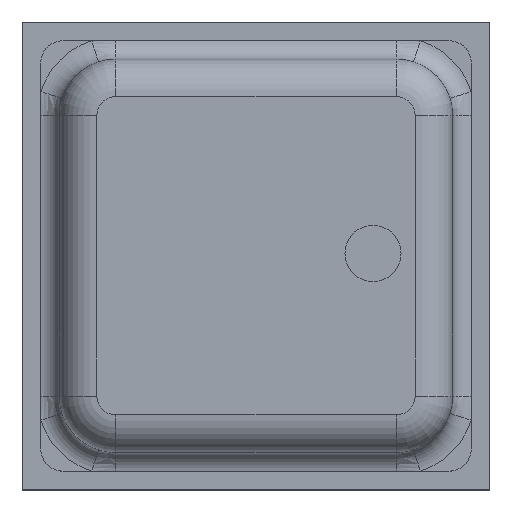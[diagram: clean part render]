
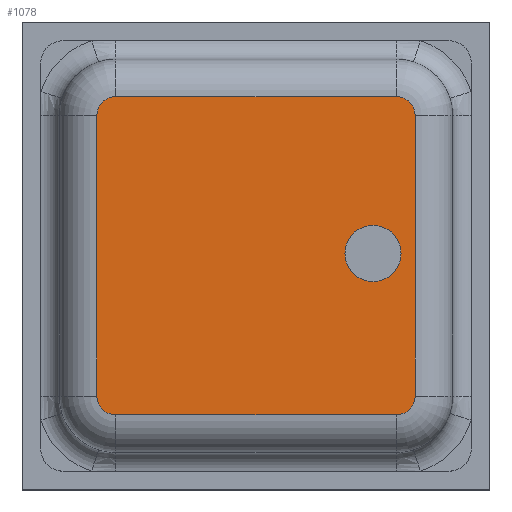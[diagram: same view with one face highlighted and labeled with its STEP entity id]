
A CAD part, top view. The second image highlights one B-rep face of the part: STEP entity #1078.
In plain terms, the highlighted planar face has unit normal (0, 0, 1).
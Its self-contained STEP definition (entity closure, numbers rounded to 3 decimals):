
#61 = VERTEX_POINT ( 'NONE', #3577 ) ;
#88 = DIRECTION ( 'NONE',  ( 1., 0., 0. ) ) ;
#185 = CARTESIAN_POINT ( 'NONE',  ( 0.85, 0.75, 0.93 ) ) ;
#189 = CIRCLE ( 'NONE', #1240, 0.1 ) ;
#270 = DIRECTION ( 'NONE',  ( 1., 0., 0. ) ) ;
#303 = VERTEX_POINT ( 'NONE', #2728 ) ;
#331 = EDGE_CURVE ( 'NONE', #303, #3753, #443, .T. ) ;
#359 = EDGE_CURVE ( 'NONE', #4176, #2710, #1317, .T. ) ;
#400 = FACE_OUTER_BOUND ( 'NONE', #2756, .T. ) ;
#443 = CIRCLE ( 'NONE', #1661, 0.15 ) ;
#445 = ORIENTED_EDGE ( 'NONE', *, *, #331, .F. ) ;
#549 = VERTEX_POINT ( 'NONE', #1517 ) ;
#601 = CARTESIAN_POINT ( 'NONE',  ( 0.625, 0.012, 0.93 ) ) ;
#673 = EDGE_CURVE ( 'NONE', #1993, #3218, #905, .T. ) ;
#720 = LINE ( 'NONE', #4211, #3000 ) ;
#772 = EDGE_CURVE ( 'NONE', #1459, #1272, #1011, .T. ) ;
#779 = VECTOR ( 'NONE', #3369, 1000. ) ;
#848 = ORIENTED_EDGE ( 'NONE', *, *, #2819, .T. ) ;
#905 = LINE ( 'NONE', #3711, #3759 ) ;
#908 = ORIENTED_EDGE ( 'NONE', *, *, #2967, .F. ) ;
#928 = CARTESIAN_POINT ( 'NONE',  ( 0.75, 0.75, 0.93 ) ) ;
#945 = CARTESIAN_POINT ( 'NONE',  ( 0.475, 0.012, 0.93 ) ) ;
#986 = DIRECTION ( 'NONE',  ( 1., 0., 0. ) ) ;
#1011 = LINE ( 'NONE', #1269, #2594 ) ;
#1078 = ADVANCED_FACE ( 'NONE', ( #400, #3835 ), #3856, .T. ) ;
#1156 = AXIS2_PLACEMENT_3D ( 'NONE', #928, #4236, #3285 ) ;
#1225 = CARTESIAN_POINT ( 'NONE',  ( 0.75, -0.85, 0.93 ) ) ;
#1240 = AXIS2_PLACEMENT_3D ( 'NONE', #2939, #1574, #270 ) ;
#1269 = CARTESIAN_POINT ( 'NONE',  ( 0.75, -0.85, 0.93 ) ) ;
#1272 = VERTEX_POINT ( 'NONE', #1225 ) ;
#1279 = DIRECTION ( 'NONE',  ( 1., 0., 0. ) ) ;
#1293 = DIRECTION ( 'NONE',  ( 0., 0., 1. ) ) ;
#1317 = LINE ( 'NONE', #2674, #779 ) ;
#1373 = CARTESIAN_POINT ( 'NONE',  ( 0.75, -0.75, 0.93 ) ) ;
#1394 = DIRECTION ( 'NONE',  ( 0., 0., 1. ) ) ;
#1459 = VERTEX_POINT ( 'NONE', #4295 ) ;
#1504 = DIRECTION ( 'NONE',  ( 0., 0., 1. ) ) ;
#1517 = CARTESIAN_POINT ( 'NONE',  ( -0.85, -0.75, 0.93 ) ) ;
#1574 = DIRECTION ( 'NONE',  ( 0., 0., 1. ) ) ;
#1661 = AXIS2_PLACEMENT_3D ( 'NONE', #3394, #3699, #2323 ) ;
#1718 = ORIENTED_EDGE ( 'NONE', *, *, #2041, .T. ) ;
#1802 = CIRCLE ( 'NONE', #2901, 0.1 ) ;
#1837 = DIRECTION ( 'NONE',  ( 0., 0., 1. ) ) ;
#1864 = EDGE_CURVE ( 'NONE', #3218, #61, #189, .T. ) ;
#1993 = VERTEX_POINT ( 'NONE', #3102 ) ;
#1996 = AXIS2_PLACEMENT_3D ( 'NONE', #2824, #1837, #4164 ) ;
#2041 = EDGE_CURVE ( 'NONE', #2710, #1993, #3236, .T. ) ;
#2042 = EDGE_LOOP ( 'NONE', ( #445, #908 ) ) ;
#2323 = DIRECTION ( 'NONE',  ( 1., 0., 0. ) ) ;
#2397 = CARTESIAN_POINT ( 'NONE',  ( 0.85, -0.75, 0.93 ) ) ;
#2496 = ORIENTED_EDGE ( 'NONE', *, *, #772, .T. ) ;
#2573 = CARTESIAN_POINT ( 'NONE',  ( -0.75, 0.85, 0.93 ) ) ;
#2594 = VECTOR ( 'NONE', #986, 1000. ) ;
#2674 = CARTESIAN_POINT ( 'NONE',  ( 0.85, 0.75, 0.93 ) ) ;
#2710 = VERTEX_POINT ( 'NONE', #185 ) ;
#2716 = ORIENTED_EDGE ( 'NONE', *, *, #3545, .T. ) ;
#2728 = CARTESIAN_POINT ( 'NONE',  ( 0.775, 0.012, 0.93 ) ) ;
#2748 = AXIS2_PLACEMENT_3D ( 'NONE', #601, #1293, #1279 ) ;
#2756 = EDGE_LOOP ( 'NONE', ( #4283, #848, #2716, #2496, #3971, #2902, #1718, #4238 ) ) ;
#2819 = EDGE_CURVE ( 'NONE', #61, #549, #720, .T. ) ;
#2824 = CARTESIAN_POINT ( 'NONE',  ( 0., 0., 0.93 ) ) ;
#2866 = DIRECTION ( 'NONE',  ( 1., 0., 0. ) ) ;
#2888 = DIRECTION ( 'NONE',  ( 0., -1., 0. ) ) ;
#2901 = AXIS2_PLACEMENT_3D ( 'NONE', #1373, #1394, #88 ) ;
#2902 = ORIENTED_EDGE ( 'NONE', *, *, #359, .T. ) ;
#2939 = CARTESIAN_POINT ( 'NONE',  ( -0.75, 0.75, 0.93 ) ) ;
#2967 = EDGE_CURVE ( 'NONE', #3753, #303, #3303, .T. ) ;
#3000 = VECTOR ( 'NONE', #2888, 1000. ) ;
#3102 = CARTESIAN_POINT ( 'NONE',  ( 0.75, 0.85, 0.93 ) ) ;
#3134 = AXIS2_PLACEMENT_3D ( 'NONE', #3836, #1504, #2866 ) ;
#3218 = VERTEX_POINT ( 'NONE', #2573 ) ;
#3236 = CIRCLE ( 'NONE', #1156, 0.1 ) ;
#3285 = DIRECTION ( 'NONE',  ( 1., 0., 0. ) ) ;
#3303 = CIRCLE ( 'NONE', #2748, 0.15 ) ;
#3354 = DIRECTION ( 'NONE',  ( -1., 0., 0. ) ) ;
#3367 = CIRCLE ( 'NONE', #3134, 0.1 ) ;
#3369 = DIRECTION ( 'NONE',  ( 0., 1., 0. ) ) ;
#3394 = CARTESIAN_POINT ( 'NONE',  ( 0.625, 0.012, 0.93 ) ) ;
#3545 = EDGE_CURVE ( 'NONE', #549, #1459, #3367, .T. ) ;
#3577 = CARTESIAN_POINT ( 'NONE',  ( -0.85, 0.75, 0.93 ) ) ;
#3699 = DIRECTION ( 'NONE',  ( 0., 0., 1. ) ) ;
#3711 = CARTESIAN_POINT ( 'NONE',  ( -0.75, 0.85, 0.93 ) ) ;
#3753 = VERTEX_POINT ( 'NONE', #945 ) ;
#3759 = VECTOR ( 'NONE', #3354, 1000. ) ;
#3835 = FACE_BOUND ( 'NONE', #2042, .T. ) ;
#3836 = CARTESIAN_POINT ( 'NONE',  ( -0.75, -0.75, 0.93 ) ) ;
#3856 = PLANE ( 'NONE',  #1996 ) ;
#3971 = ORIENTED_EDGE ( 'NONE', *, *, #4073, .T. ) ;
#4073 = EDGE_CURVE ( 'NONE', #1272, #4176, #1802, .T. ) ;
#4164 = DIRECTION ( 'NONE',  ( 1., 0., 0. ) ) ;
#4176 = VERTEX_POINT ( 'NONE', #2397 ) ;
#4211 = CARTESIAN_POINT ( 'NONE',  ( -0.85, -0.75, 0.93 ) ) ;
#4236 = DIRECTION ( 'NONE',  ( 0., 0., 1. ) ) ;
#4238 = ORIENTED_EDGE ( 'NONE', *, *, #673, .T. ) ;
#4283 = ORIENTED_EDGE ( 'NONE', *, *, #1864, .T. ) ;
#4295 = CARTESIAN_POINT ( 'NONE',  ( -0.75, -0.85, 0.93 ) ) ;
